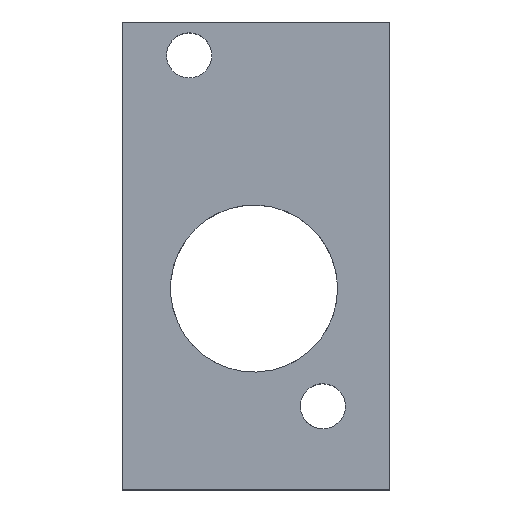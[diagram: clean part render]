
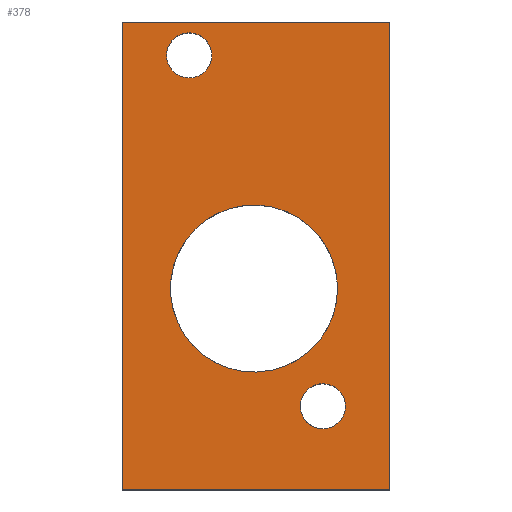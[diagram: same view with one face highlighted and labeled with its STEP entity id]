
A CAD part, top view. The second image highlights one B-rep face of the part: STEP entity #378.
In plain terms, the highlighted planar face has unit normal (0, 0, 1).
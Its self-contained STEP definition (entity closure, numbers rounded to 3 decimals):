
#24=FACE_BOUND('',#74,.T.);
#25=FACE_BOUND('',#75,.T.);
#26=FACE_BOUND('',#76,.T.);
#38=CIRCLE('',#403,5.);
#39=CIRCLE('',#404,1.35);
#40=CIRCLE('',#405,1.35);
#51=FACE_OUTER_BOUND('',#73,.T.);
#73=EDGE_LOOP('',(#274,#275,#276,#277));
#74=EDGE_LOOP('',(#278));
#75=EDGE_LOOP('',(#279));
#76=EDGE_LOOP('',(#280));
#104=LINE('',#539,#140);
#108=LINE('',#550,#144);
#110=LINE('',#555,#146);
#112=LINE('',#558,#148);
#140=VECTOR('',#435,28.);
#144=VECTOR('',#443,28.);
#146=VECTOR('',#449,16.);
#148=VECTOR('',#453,16.);
#176=VERTEX_POINT('',#536);
#177=VERTEX_POINT('',#538);
#181=VERTEX_POINT('',#547);
#182=VERTEX_POINT('',#549);
#184=VERTEX_POINT('',#559);
#185=VERTEX_POINT('',#561);
#186=VERTEX_POINT('',#563);
#212=EDGE_CURVE('',#177,#176,#104,.T.);
#217=EDGE_CURVE('',#182,#181,#108,.T.);
#220=EDGE_CURVE('',#181,#177,#110,.T.);
#222=EDGE_CURVE('',#176,#182,#112,.T.);
#223=EDGE_CURVE('',#184,#184,#38,.T.);
#224=EDGE_CURVE('',#185,#185,#39,.T.);
#225=EDGE_CURVE('',#186,#186,#40,.T.);
#274=ORIENTED_EDGE('',*,*,#212,.T.);
#275=ORIENTED_EDGE('',*,*,#222,.T.);
#276=ORIENTED_EDGE('',*,*,#217,.T.);
#277=ORIENTED_EDGE('',*,*,#220,.T.);
#278=ORIENTED_EDGE('',*,*,#223,.T.);
#279=ORIENTED_EDGE('',*,*,#224,.T.);
#280=ORIENTED_EDGE('',*,*,#225,.T.);
#363=PLANE('',#402);
#378=ADVANCED_FACE('',(#51,#24,#25,#26),#363,.T.);
#402=AXIS2_PLACEMENT_3D('',#557,#451,#452);
#403=AXIS2_PLACEMENT_3D('',#560,#454,#455);
#404=AXIS2_PLACEMENT_3D('',#562,#456,#457);
#405=AXIS2_PLACEMENT_3D('',#564,#458,#459);
#435=DIRECTION('',(0.,1.,0.));
#443=DIRECTION('',(0.,-1.,0.));
#449=DIRECTION('',(1.,0.,0.));
#451=DIRECTION('center_axis',(0.,0.,1.));
#452=DIRECTION('ref_axis',(1.,0.,0.));
#453=DIRECTION('',(-1.,0.,0.));
#454=DIRECTION('center_axis',(0.,0.,-1.));
#455=DIRECTION('ref_axis',(-1.,0.,0.));
#456=DIRECTION('center_axis',(0.,0.,-1.));
#457=DIRECTION('ref_axis',(-1.,0.,0.));
#458=DIRECTION('center_axis',(0.,0.,-1.));
#459=DIRECTION('ref_axis',(-1.,0.,0.));
#536=CARTESIAN_POINT('',(-0.5,28.,5.));
#538=CARTESIAN_POINT('',(-0.5,0.,5.));
#539=CARTESIAN_POINT('',(-0.5,7.,5.));
#547=CARTESIAN_POINT('',(-16.5,0.,5.));
#549=CARTESIAN_POINT('',(-16.5,28.,5.));
#550=CARTESIAN_POINT('',(-16.5,21.,5.));
#555=CARTESIAN_POINT('',(0.,0.,5.));
#557=CARTESIAN_POINT('Origin',(-8.5,14.,5.));
#558=CARTESIAN_POINT('',(-17.,28.,5.));
#559=CARTESIAN_POINT('',(-3.618,12.047,5.));
#560=CARTESIAN_POINT('Origin',(-8.618,12.047,5.));
#561=CARTESIAN_POINT('',(-11.15,26.,5.));
#562=CARTESIAN_POINT('Origin',(-12.5,26.,5.));
#563=CARTESIAN_POINT('',(-3.15,5.,5.));
#564=CARTESIAN_POINT('Origin',(-4.5,5.,5.));
